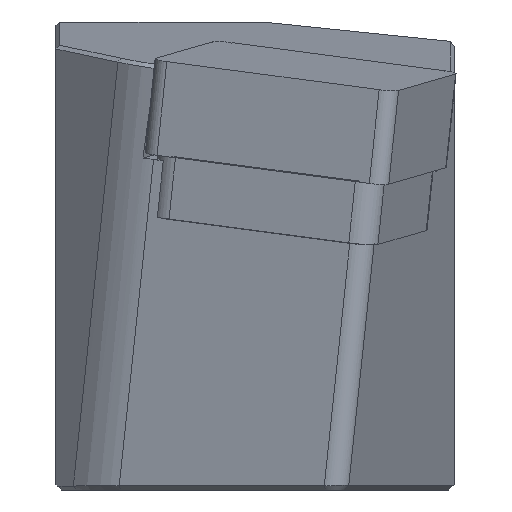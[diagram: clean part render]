
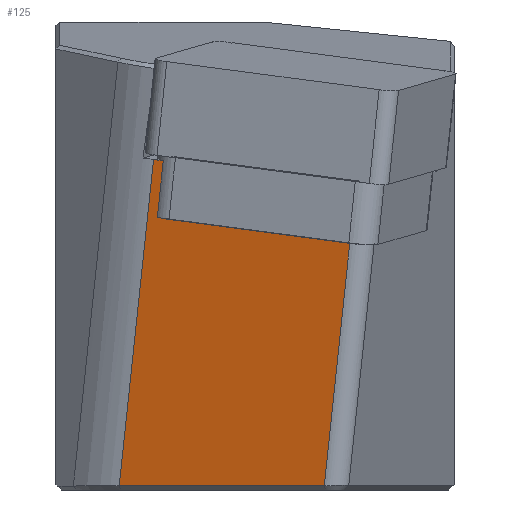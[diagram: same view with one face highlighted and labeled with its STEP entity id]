
A CAD part, left-side view. The second image highlights one B-rep face of the part: STEP entity #125.
In plain terms, the highlighted planar face has unit normal (-0.963, 0.258, -0.075).
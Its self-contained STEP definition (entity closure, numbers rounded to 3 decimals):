
#73=PLANE('',#1191);
#125=ADVANCED_FACE('',(#199),#73,.F.);
#199=FACE_OUTER_BOUND('',#263,.T.);
#263=EDGE_LOOP('',(#694,#695,#696,#697,#698,#699));
#310=LINE('',#1551,#437);
#388=LINE('',#1724,#515);
#389=LINE('',#1726,#516);
#390=LINE('',#1728,#517);
#391=LINE('',#1730,#518);
#392=LINE('',#1732,#519);
#437=VECTOR('',#1252,1.);
#515=VECTOR('',#1384,1.);
#516=VECTOR('',#1385,1.);
#517=VECTOR('',#1386,1.);
#518=VECTOR('',#1387,1.);
#519=VECTOR('',#1388,1.);
#694=ORIENTED_EDGE('',*,*,#1064,.F.);
#695=ORIENTED_EDGE('',*,*,#1065,.T.);
#696=ORIENTED_EDGE('',*,*,#1066,.T.);
#697=ORIENTED_EDGE('',*,*,#1067,.T.);
#698=ORIENTED_EDGE('',*,*,#1068,.T.);
#699=ORIENTED_EDGE('',*,*,#982,.F.);
#882=VERTEX_POINT('',#1549);
#884=VERTEX_POINT('',#1552);
#940=VERTEX_POINT('',#1725);
#941=VERTEX_POINT('',#1727);
#942=VERTEX_POINT('',#1729);
#943=VERTEX_POINT('',#1731);
#982=EDGE_CURVE('',#882,#884,#310,.T.);
#1064=EDGE_CURVE('',#940,#882,#388,.T.);
#1065=EDGE_CURVE('',#940,#941,#389,.T.);
#1066=EDGE_CURVE('',#941,#942,#390,.T.);
#1067=EDGE_CURVE('',#942,#943,#391,.T.);
#1068=EDGE_CURVE('',#943,#884,#392,.T.);
#1191=AXIS2_PLACEMENT_3D('',#1733,#1389,#1390);
#1252=DIRECTION('',(0.105,0.104,-0.989));
#1384=DIRECTION('',(-0.248,-0.961,-0.127));
#1385=DIRECTION('',(-0.105,-0.104,0.989));
#1386=DIRECTION('',(0.248,0.961,0.127));
#1387=DIRECTION('',(0.105,0.104,-0.989));
#1388=DIRECTION('',(-0.259,-0.966,0.));
#1389=DIRECTION('',(0.963,-0.258,0.075));
#1390=DIRECTION('',(0.259,0.966,0.));
#1549=CARTESIAN_POINT('',(1.864,-14.758,-7.595));
#1551=CARTESIAN_POINT('',(5.216,-11.425,-39.305));
#1552=CARTESIAN_POINT('',(3.153,-13.476,-19.784));
#1724=CARTESIAN_POINT('',(1.864,-14.758,-7.595));
#1725=CARTESIAN_POINT('',(4.355,-5.092,-6.316));
#1726=CARTESIAN_POINT('',(4.023,-5.422,-3.171));
#1727=CARTESIAN_POINT('',(4.054,-5.391,-3.467));
#1728=CARTESIAN_POINT('',(5.197,-0.958,-2.881));
#1729=CARTESIAN_POINT('',(4.18,-4.902,-3.403));
#1730=CARTESIAN_POINT('',(7.833,-1.27,-37.961));
#1731=CARTESIAN_POINT('',(5.911,-3.181,-19.784));
#1732=CARTESIAN_POINT('',(3.804,-11.046,-19.784));
#1733=CARTESIAN_POINT('',(5.216,-11.425,-39.305));
